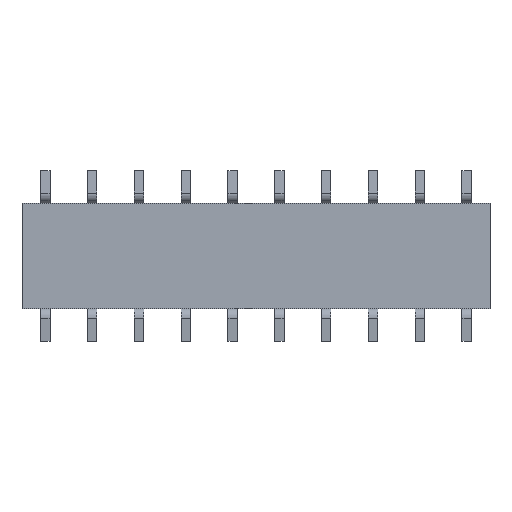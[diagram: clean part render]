
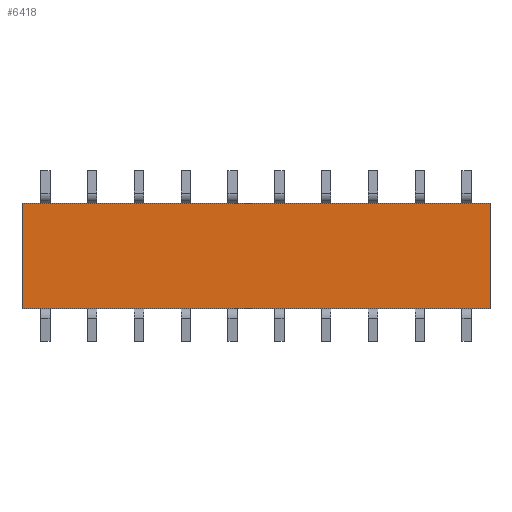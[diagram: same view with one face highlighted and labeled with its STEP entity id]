
A CAD part, front view. The second image highlights one B-rep face of the part: STEP entity #6418.
In plain terms, the highlighted planar face has unit normal (0, -1, 0).
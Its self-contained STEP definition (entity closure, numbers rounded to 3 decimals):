
#68 = EDGE_LOOP ( 'NONE', ( #5311, #7072, #9895, #845 ) ) ;
#295 = VERTEX_POINT ( 'NONE', #2136 ) ;
#773 = FACE_OUTER_BOUND ( 'NONE', #68, .T. ) ;
#845 = ORIENTED_EDGE ( 'NONE', *, *, #3992, .T. ) ;
#919 = VECTOR ( 'NONE', #6426, 1000. ) ;
#1032 = DIRECTION ( 'NONE',  ( 0., -1., 0. ) ) ;
#1101 = VERTEX_POINT ( 'NONE', #6964 ) ;
#1135 = LINE ( 'NONE', #8713, #919 ) ;
#1444 = VERTEX_POINT ( 'NONE', #7949 ) ;
#2136 = CARTESIAN_POINT ( 'NONE',  ( 10., 0.08, 2.25 ) ) ;
#2479 = CARTESIAN_POINT ( 'NONE',  ( -10., 0.08, 2.25 ) ) ;
#2717 = VECTOR ( 'NONE', #5086, 1000. ) ;
#3879 = PLANE ( 'NONE',  #8699 ) ;
#3968 = VECTOR ( 'NONE', #6110, 1000. ) ;
#3992 = EDGE_CURVE ( 'NONE', #1444, #6824, #9468, .T. ) ;
#4755 = VECTOR ( 'NONE', #8694, 1000. ) ;
#5086 = DIRECTION ( 'NONE',  ( 0., 0., -1. ) ) ;
#5311 = ORIENTED_EDGE ( 'NONE', *, *, #6845, .T. ) ;
#6110 = DIRECTION ( 'NONE',  ( 1., 0., 0. ) ) ;
#6418 = ADVANCED_FACE ( 'NONE', ( #773 ), #3879, .T. ) ;
#6426 = DIRECTION ( 'NONE',  ( 1., 0., 0. ) ) ;
#6824 = VERTEX_POINT ( 'NONE', #7538 ) ;
#6845 = EDGE_CURVE ( 'NONE', #6824, #1101, #9233, .T. ) ;
#6964 = CARTESIAN_POINT ( 'NONE',  ( 10., 0.08, -2.25 ) ) ;
#6975 = CARTESIAN_POINT ( 'NONE',  ( -10., 0.08, 2.25 ) ) ;
#7072 = ORIENTED_EDGE ( 'NONE', *, *, #7813, .F. ) ;
#7340 = EDGE_CURVE ( 'NONE', #1444, #295, #1135, .T. ) ;
#7538 = CARTESIAN_POINT ( 'NONE',  ( -10., 0.08, -2.25 ) ) ;
#7634 = CARTESIAN_POINT ( 'NONE',  ( -10., 0.08, -2.25 ) ) ;
#7813 = EDGE_CURVE ( 'NONE', #295, #1101, #8236, .T. ) ;
#7949 = CARTESIAN_POINT ( 'NONE',  ( -10., 0.08, 2.25 ) ) ;
#8135 = CARTESIAN_POINT ( 'NONE',  ( 10., 0.08, 2.25 ) ) ;
#8236 = LINE ( 'NONE', #8135, #2717 ) ;
#8694 = DIRECTION ( 'NONE',  ( 0., 0., -1. ) ) ;
#8699 = AXIS2_PLACEMENT_3D ( 'NONE', #6975, #1032, #9436 ) ;
#8713 = CARTESIAN_POINT ( 'NONE',  ( -10., 0.08, 2.25 ) ) ;
#9233 = LINE ( 'NONE', #7634, #3968 ) ;
#9436 = DIRECTION ( 'NONE',  ( 0., 0., -1. ) ) ;
#9468 = LINE ( 'NONE', #2479, #4755 ) ;
#9895 = ORIENTED_EDGE ( 'NONE', *, *, #7340, .F. ) ;
